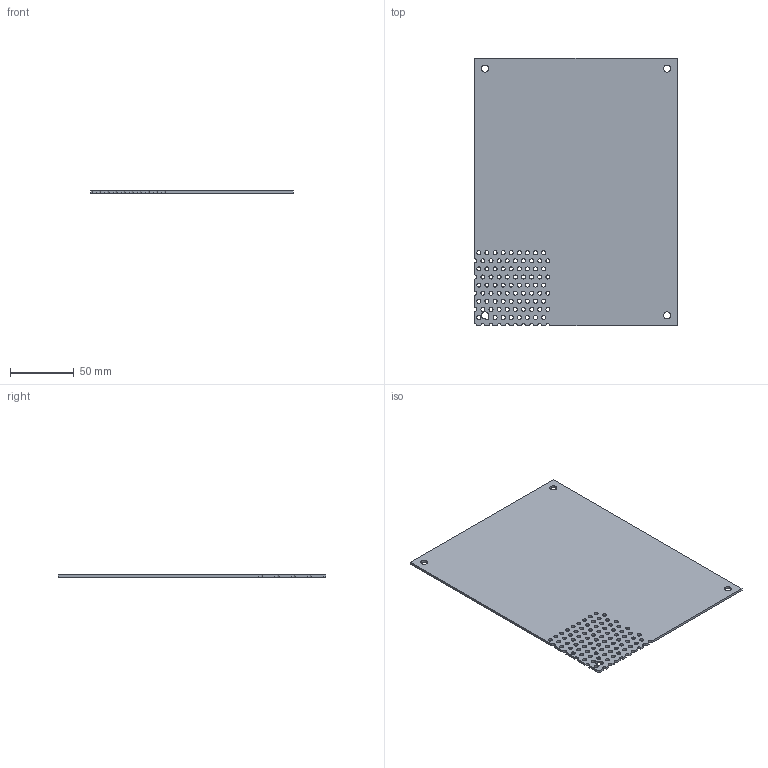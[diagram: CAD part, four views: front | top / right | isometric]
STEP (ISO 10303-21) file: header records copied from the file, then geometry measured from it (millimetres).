
FILE_DESCRIPTION (( 'STEP AP214' ), '1' );
FILE_NAME ('N1JP108PP.STEP', '2019-07-16T17:19:33', ( '' ), ( '' ), 'SwSTEP 2.0', 'SolidWorks 2018', '' );
FILE_SCHEMA (( 'AUTOMOTIVE_DESIGN' ));
Length unit declared in the file: inch
Products named in the file (1): N1JP108PP
Bounding box: 158.75 x 209.55 x 1.83 mm (x, y, z)
Volume: 59399.7 mm3; surface area: 67938.6 mm2
Topology: 1 solids, 1 shells, 203 faces, 603 edges, 402 vertices
Faces by surface type: cylinder 184, plane 19
Entity records: 7401 total; most frequent: DIRECTION 1379, CARTESIAN_POINT 1209, ORIENTED_EDGE 1206, EDGE_CURVE 603, AXIS2_PLACEMENT_3D 572, VERTEX_POINT 402, EDGE_LOOP 371, CIRCLE 368
